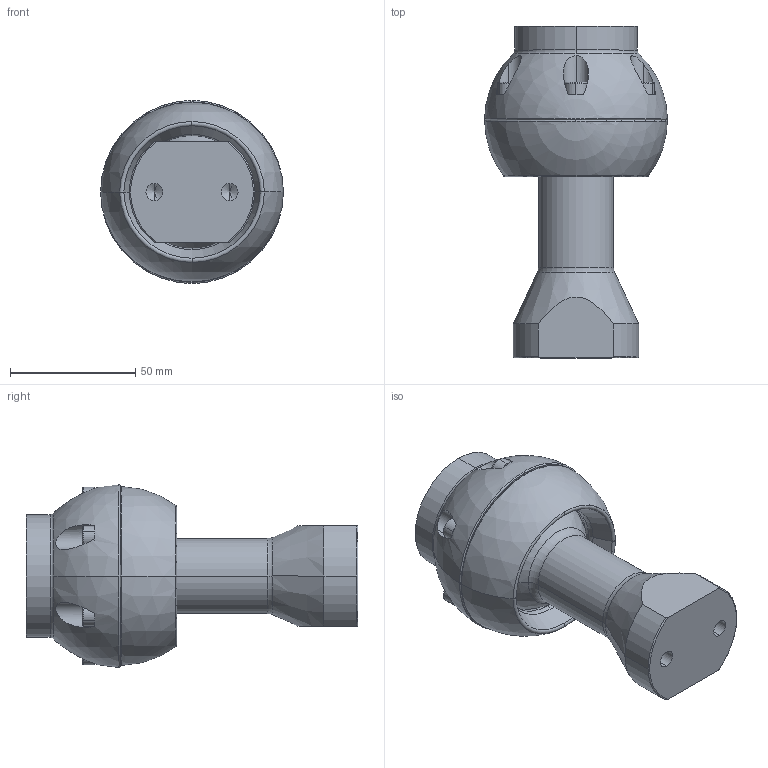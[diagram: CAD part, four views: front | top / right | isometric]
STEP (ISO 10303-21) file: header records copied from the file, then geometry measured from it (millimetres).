
FILE_DESCRIPTION (( 'STEP AP203' ), '1' );
FILE_NAME ('P8215.STEP', '2019-10-08T13:57:41', ( 'admin' ), ( '' ), 'SwSTEP 2.0', 'SolidWorks 2017', '' );
FILE_SCHEMA (( 'CONFIG_CONTROL_DESIGN' ));
Length unit declared in the file: millimetre
Products named in the file (1): P8215
Bounding box: 72.99 x 132.5 x 72.99 mm (x, y, z)
Volume: 249062.8 mm3; surface area: 52969.3 mm2
Topology: 10 solids, 10 shells, 248 faces, 581 edges, 362 vertices
Faces by surface type: cylinder 82, plane 79, torus 45, cone 32, sphere 10
Entity records: 7779 total; most frequent: CARTESIAN_POINT 1957, DIRECTION 1290, ORIENTED_EDGE 1120, EDGE_CURVE 560, AXIS2_PLACEMENT_3D 534, VERTEX_POINT 359, EDGE_LOOP 291, CIRCLE 285
